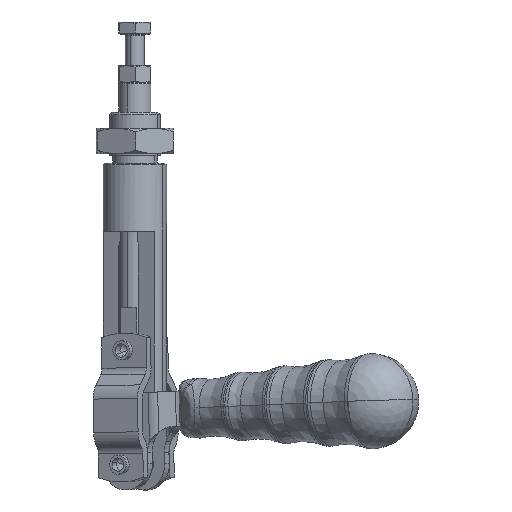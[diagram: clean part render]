
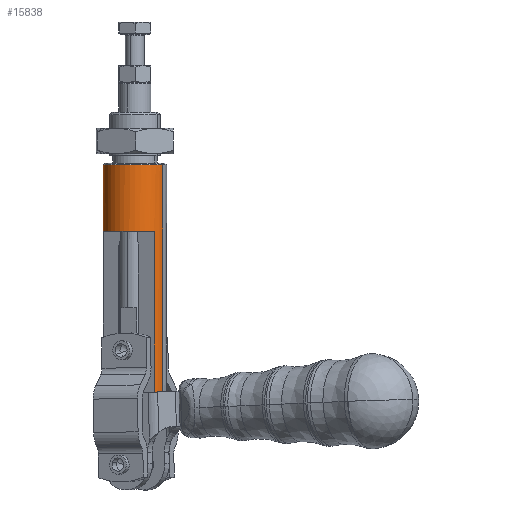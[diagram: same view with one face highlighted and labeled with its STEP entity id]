
A CAD part, left-side view. The second image highlights one B-rep face of the part: STEP entity #15838.
In plain terms, the highlighted cylindrical face has radius 10 mm (diameter 20 mm), a partial arc.
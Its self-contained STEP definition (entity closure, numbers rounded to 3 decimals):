
#1049=CARTESIAN_POINT('',(-55.221,-1.375,-16.369));
#1050=VERTEX_POINT('',#1049);
#1051=CARTESIAN_POINT('',(-55.221,-1.375,-92.869));
#1052=VERTEX_POINT('',#1051);
#1053=CARTESIAN_POINT('',(-55.221,-1.375,-16.369));
#1054=DIRECTION('',(0.0,0.0,-1.0));
#1055=VECTOR('',#1054,76.5);
#1056=LINE('',#1053,#1055);
#1057=EDGE_CURVE('',#1050,#1052,#1056,.T.);
#1059=CARTESIAN_POINT('',(-64.882,-18.887,-16.369));
#1060=VERTEX_POINT('',#1059);
#1068=CARTESIAN_POINT('',(-64.882,-18.887,-92.869));
#1069=VERTEX_POINT('',#1068);
#1070=CARTESIAN_POINT('',(-64.882,-18.887,-92.869));
#1071=DIRECTION('',(0.0,0.0,1.0));
#1072=VECTOR('',#1071,76.5);
#1073=LINE('',#1070,#1072);
#1074=EDGE_CURVE('',#1069,#1060,#1073,.T.);
#1183=CARTESIAN_POINT('',(-60.051,-10.131,-16.369));
#1184=DIRECTION('',(0.,0.,1.0));
#1185=DIRECTION('',(-0.483,-0.876,0.));
#1186=AXIS2_PLACEMENT_3D('',#1183,#1184,#1185);
#1187=CIRCLE('',#1186,10.0);
#1188=EDGE_CURVE('',#1050,#1060,#1187,.T.);
#1236=CARTESIAN_POINT('',(-57.167,-0.556,-92.869));
#1237=VERTEX_POINT('',#1236);
#1245=CARTESIAN_POINT('',(-60.051,-10.131,-92.869));
#1246=DIRECTION('',(0.,0.,-1.0));
#1247=DIRECTION('',(0.483,0.876,0.));
#1248=AXIS2_PLACEMENT_3D('',#1245,#1246,#1247);
#1249=CIRCLE('',#1248,10.0);
#1250=EDGE_CURVE('',#1237,#1052,#1249,.T.);
#14945=CARTESIAN_POINT('',(-67.942,-16.274,-88.044));
#14946=VERTEX_POINT('',#14945);
#14954=CARTESIAN_POINT('',(-67.981,-16.224,-88.045));
#14955=VERTEX_POINT('',#14954);
#14956=CARTESIAN_POINT('',(-60.051,-10.131,-88.365));
#14957=DIRECTION('',(0.017,0.031,0.999));
#14958=DIRECTION('',(0.483,0.875,-0.035));
#14959=AXIS2_PLACEMENT_3D('',#14956,#14957,#14958);
#14960=ELLIPSE('',#14959,10.006,10.0);
#14961=EDGE_CURVE('',#14955,#14946,#14960,.T.);
#15438=CARTESIAN_POINT('',(-67.962,-16.248,-92.869));
#15439=VERTEX_POINT('',#15438);
#15440=CARTESIAN_POINT('',(-67.942,-16.274,-88.044));
#15441=CARTESIAN_POINT('',(-67.95,-16.263,-89.649));
#15442=CARTESIAN_POINT('',(-67.957,-16.255,-91.264));
#15443=CARTESIAN_POINT('',(-67.962,-16.248,-92.869));
#15444=B_SPLINE_CURVE_WITH_KNOTS('',3,(#15440,#15441,#15442,#15443),.UNSPECIFIED.,.F.,.U.,(4,4),(0.95,1.389),.UNSPECIFIED.);
#15445=EDGE_CURVE('',#14946,#15439,#15444,.T.);
#15671=CARTESIAN_POINT('',(-60.051,-10.131,-92.869));
#15672=DIRECTION('',(0.,0.,-1.0));
#15673=DIRECTION('',(0.483,0.876,0.));
#15674=AXIS2_PLACEMENT_3D('',#15671,#15672,#15673);
#15675=CIRCLE('',#15674,10.0);
#15676=EDGE_CURVE('',#1069,#15439,#15675,.T.);
#15689=CARTESIAN_POINT('',(-67.981,-16.224,-37.369));
#15690=VERTEX_POINT('',#15689);
#15691=CARTESIAN_POINT('',(-67.981,-16.224,-37.369));
#15692=DIRECTION('',(0.0,0.0,-1.0));
#15693=VECTOR('',#15692,50.675);
#15694=LINE('',#15691,#15693);
#15695=EDGE_CURVE('',#15690,#14955,#15694,.T.);
#15791=CARTESIAN_POINT('',(-60.051,-10.131,-59.369));
#15792=DIRECTION('',(0.,0.,-1.0));
#15793=DIRECTION('',(0.483,0.876,0.));
#15794=AXIS2_PLACEMENT_3D('',#15791,#15792,#15793);
#15795=CYLINDRICAL_SURFACE('',#15794,10.0);
#15796=ORIENTED_EDGE('',*,*,#1057,.T.);
#15797=ORIENTED_EDGE('',*,*,#1250,.F.);
#15798=CARTESIAN_POINT('',(-57.167,-0.556,-77.676));
#15799=VERTEX_POINT('',#15798);
#15800=CARTESIAN_POINT('',(-57.167,-0.556,-92.869));
#15801=DIRECTION('',(0.0,0.0,1.0));
#15802=VECTOR('',#15801,15.193);
#15803=LINE('',#15800,#15802);
#15804=EDGE_CURVE('',#1237,#15799,#15803,.T.);
#15805=ORIENTED_EDGE('',*,*,#15804,.T.);
#15806=CARTESIAN_POINT('',(-59.127,-0.174,-77.323));
#15807=VERTEX_POINT('',#15806);
#15808=CARTESIAN_POINT('',(-60.051,-10.131,-72.031));
#15809=DIRECTION('',(0.242,0.438,0.866));
#15810=DIRECTION('',(0.418,0.758,-0.5));
#15811=AXIS2_PLACEMENT_3D('',#15808,#15809,#15810);
#15812=ELLIPSE('',#15811,11.547,10.);
#15813=EDGE_CURVE('',#15799,#15807,#15812,.T.);
#15814=ORIENTED_EDGE('',*,*,#15813,.T.);
#15815=CARTESIAN_POINT('',(-59.127,-0.174,-37.369));
#15816=VERTEX_POINT('',#15815);
#15817=CARTESIAN_POINT('',(-59.127,-0.174,-77.323));
#15818=DIRECTION('',(0.0,0.0,1.0));
#15819=VECTOR('',#15818,39.954);
#15820=LINE('',#15817,#15819);
#15821=EDGE_CURVE('',#15807,#15816,#15820,.T.);
#15822=ORIENTED_EDGE('',*,*,#15821,.T.);
#15823=CARTESIAN_POINT('',(-60.051,-10.131,-37.369));
#15824=DIRECTION('',(0.,0.,1.0));
#15825=DIRECTION('',(0.483,0.876,0.));
#15826=AXIS2_PLACEMENT_3D('',#15823,#15824,#15825);
#15827=CIRCLE('',#15826,10.0);
#15828=EDGE_CURVE('',#15816,#15690,#15827,.T.);
#15829=ORIENTED_EDGE('',*,*,#15828,.T.);
#15830=ORIENTED_EDGE('',*,*,#15695,.T.);
#15831=ORIENTED_EDGE('',*,*,#14961,.T.);
#15832=ORIENTED_EDGE('',*,*,#15445,.T.);
#15833=ORIENTED_EDGE('',*,*,#15676,.F.);
#15834=ORIENTED_EDGE('',*,*,#1074,.T.);
#15835=ORIENTED_EDGE('',*,*,#1188,.F.);
#15836=EDGE_LOOP('',(#15796,#15797,#15805,#15814,#15822,#15829,#15830,#15831,#15832,#15833,#15834,#15835));
#15837=FACE_OUTER_BOUND('',#15836,.T.);
#15838=ADVANCED_FACE('',(#15837),#15795,.T.);
